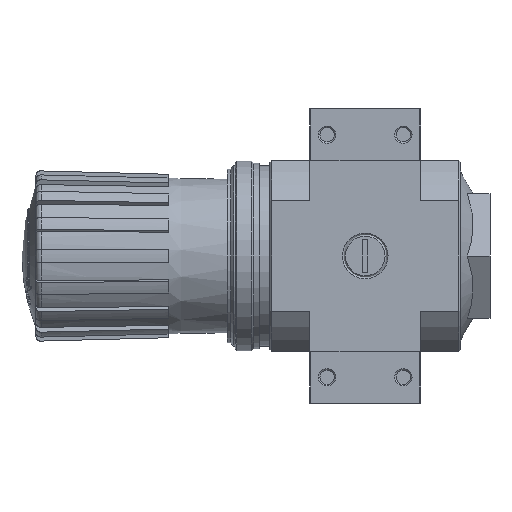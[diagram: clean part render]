
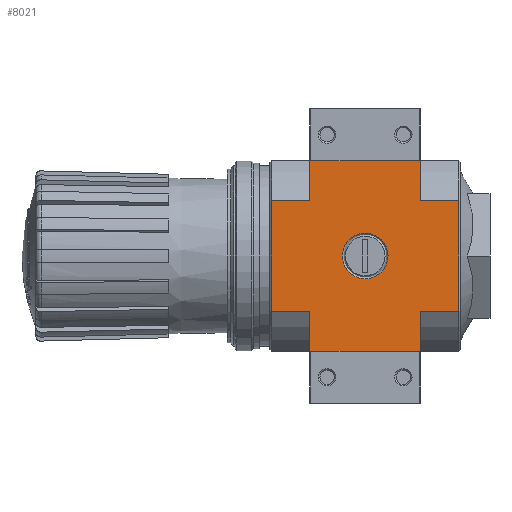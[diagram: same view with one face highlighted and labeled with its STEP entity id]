
A CAD part, left-side view. The second image highlights one B-rep face of the part: STEP entity #8021.
In plain terms, the highlighted face is planar.
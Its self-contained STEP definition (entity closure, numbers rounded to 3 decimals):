
#204=LINE('',#11237,#570);
#320=LINE('',#12526,#686);
#336=LINE('',#12588,#702);
#337=LINE('',#12591,#703);
#338=LINE('',#12593,#704);
#339=LINE('',#12595,#705);
#340=LINE('',#12596,#706);
#341=LINE('',#12598,#707);
#342=LINE('',#12600,#708);
#343=LINE('',#12602,#709);
#344=LINE('',#12604,#710);
#345=LINE('',#12605,#711);
#570=VECTOR('',#9190,1000.);
#686=VECTOR('',#9826,1000.);
#702=VECTOR('',#9864,1000.);
#703=VECTOR('',#9865,1000.);
#704=VECTOR('',#9866,1000.);
#705=VECTOR('',#9867,1000.);
#706=VECTOR('',#9868,1000.);
#707=VECTOR('',#9869,1000.);
#708=VECTOR('',#9870,1000.);
#709=VECTOR('',#9871,1000.);
#710=VECTOR('',#9872,1000.);
#711=VECTOR('',#9873,1000.);
#1017=PLANE('',#8629);
#1316=CIRCLE('',#8630,6.579);
#2168=ORIENTED_EDGE('',*,*,#3816,.T.);
#2169=ORIENTED_EDGE('',*,*,#3817,.T.);
#2170=ORIENTED_EDGE('',*,*,#3818,.F.);
#2171=ORIENTED_EDGE('',*,*,#3819,.T.);
#2172=ORIENTED_EDGE('',*,*,#3820,.F.);
#2173=ORIENTED_EDGE('',*,*,#3383,.F.);
#2174=ORIENTED_EDGE('',*,*,#3821,.T.);
#2175=ORIENTED_EDGE('',*,*,#3822,.F.);
#2176=ORIENTED_EDGE('',*,*,#3823,.T.);
#2177=ORIENTED_EDGE('',*,*,#3824,.F.);
#2178=ORIENTED_EDGE('',*,*,#3825,.T.);
#2179=ORIENTED_EDGE('',*,*,#3791,.F.);
#2180=ORIENTED_EDGE('',*,*,#3826,.F.);
#3383=EDGE_CURVE('',#4299,#4300,#204,.T.);
#3791=EDGE_CURVE('',#4594,#4595,#320,.T.);
#3816=EDGE_CURVE('',#4613,#4613,#1316,.T.);
#3817=EDGE_CURVE('',#4614,#4615,#336,.F.);
#3818=EDGE_CURVE('',#4616,#4615,#337,.T.);
#3819=EDGE_CURVE('',#4616,#4617,#338,.T.);
#3820=EDGE_CURVE('',#4300,#4617,#339,.T.);
#3821=EDGE_CURVE('',#4299,#4618,#340,.T.);
#3822=EDGE_CURVE('',#4619,#4618,#341,.T.);
#3823=EDGE_CURVE('',#4619,#4620,#342,.T.);
#3824=EDGE_CURVE('',#4621,#4620,#343,.F.);
#3825=EDGE_CURVE('',#4621,#4595,#344,.T.);
#3826=EDGE_CURVE('',#4614,#4594,#345,.T.);
#4299=VERTEX_POINT('',#11236);
#4300=VERTEX_POINT('',#11238);
#4594=VERTEX_POINT('',#12525);
#4595=VERTEX_POINT('',#12527);
#4613=VERTEX_POINT('',#12587);
#4614=VERTEX_POINT('',#12589);
#4615=VERTEX_POINT('',#12590);
#4616=VERTEX_POINT('',#12592);
#4617=VERTEX_POINT('',#12594);
#4618=VERTEX_POINT('',#12597);
#4619=VERTEX_POINT('',#12599);
#4620=VERTEX_POINT('',#12601);
#4621=VERTEX_POINT('',#12603);
#5218=EDGE_LOOP('',(#2168));
#5219=EDGE_LOOP('',(#2169,#2170,#2171,#2172,#2173,#2174,#2175,#2176,#2177,
#2178,#2179,#2180));
#5784=FACE_BOUND('',#5218,.T.);
#5785=FACE_BOUND('',#5219,.T.);
#8021=ADVANCED_FACE('',(#5784,#5785),#1017,.F.);
#8629=AXIS2_PLACEMENT_3D('',#12585,#9860,#9861);
#8630=AXIS2_PLACEMENT_3D('',#12586,#9862,#9863);
#9190=DIRECTION('',(0.,1.,0.));
#9826=DIRECTION('',(0.,-1.,0.));
#9860=DIRECTION('',(0.,0.,1.));
#9861=DIRECTION('',(1.,0.,0.));
#9862=DIRECTION('',(0.,0.,1.));
#9863=DIRECTION('',(1.,0.,0.));
#9864=DIRECTION('',(0.,-1.,0.));
#9865=DIRECTION('',(-1.,0.,0.));
#9866=DIRECTION('',(0.,-1.,0.));
#9867=DIRECTION('',(-1.,0.,0.));
#9868=DIRECTION('',(-1.,0.,0.));
#9869=DIRECTION('',(0.,1.,0.));
#9870=DIRECTION('',(-1.,0.,0.));
#9871=DIRECTION('',(0.,1.,0.));
#9872=DIRECTION('',(-1.,0.,0.));
#9873=DIRECTION('',(-1.,0.,0.));
#11236=CARTESIAN_POINT('',(27.5,-16.,-27.5));
#11237=CARTESIAN_POINT('',(27.5,-27.,-27.5));
#11238=CARTESIAN_POINT('',(27.5,16.,-27.5));
#12525=CARTESIAN_POINT('',(-27.5,16.,-27.5));
#12526=CARTESIAN_POINT('',(-27.5,27.,-27.5));
#12527=CARTESIAN_POINT('',(-27.5,-16.,-27.5));
#12585=CARTESIAN_POINT('',(0.,0.,-27.5));
#12586=CARTESIAN_POINT('',(0.,0.,-27.5));
#12587=CARTESIAN_POINT('',(6.579,0.,-27.5));
#12588=CARTESIAN_POINT('',(-15.869,31.,-27.5));
#12589=CARTESIAN_POINT('',(-15.869,16.,-27.5));
#12590=CARTESIAN_POINT('',(-15.869,27.,-27.5));
#12591=CARTESIAN_POINT('',(27.5,27.,-27.5));
#12592=CARTESIAN_POINT('',(15.869,27.,-27.5));
#12593=CARTESIAN_POINT('',(15.869,31.,-27.5));
#12594=CARTESIAN_POINT('',(15.869,16.,-27.5));
#12595=CARTESIAN_POINT('',(0.,16.,-27.5));
#12596=CARTESIAN_POINT('',(0.,-16.,-27.5));
#12597=CARTESIAN_POINT('',(15.869,-16.,-27.5));
#12598=CARTESIAN_POINT('',(15.869,-31.,-27.5));
#12599=CARTESIAN_POINT('',(15.869,-27.,-27.5));
#12600=CARTESIAN_POINT('',(27.5,-27.,-27.5));
#12601=CARTESIAN_POINT('',(-15.869,-27.,-27.5));
#12602=CARTESIAN_POINT('',(-15.869,-31.,-27.5));
#12603=CARTESIAN_POINT('',(-15.869,-16.,-27.5));
#12604=CARTESIAN_POINT('',(0.,-16.,-27.5));
#12605=CARTESIAN_POINT('',(0.,16.,-27.5));
